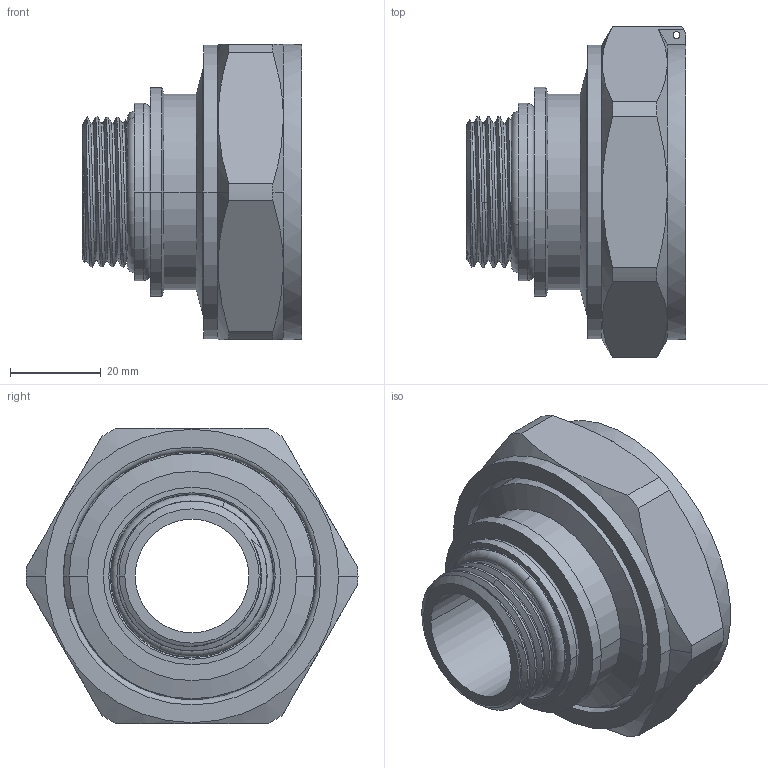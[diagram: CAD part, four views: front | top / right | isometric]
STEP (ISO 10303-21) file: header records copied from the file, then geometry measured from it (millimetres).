
FILE_DESCRIPTION((''),'2;1');
FILE_NAME('F16193206_ASM','2023-12-08T08:34:25',('Administrator'),(''),'CREO PARAMETRIC BY PTC INC, 2023072','CREO PARAMETRIC BY PTC INC, 2023072','');
FILE_SCHEMA(('CONFIG_CONTROL_DESIGN'));
Length unit declared in the file: millimetre
Products named in the file (7): FJ1601193206W; VT10005906R; O-RING34_2X3_1; FJ1615193209W; VT13013309; VT19000609; F16193206_ASM
Assembly tree (6 placements, depth 2):
  F16193206_ASM
    FJ1601193206W
    VT10005906R
    O-RING34_2X3_1
    FJ1615193209W
    VT13013309
    VT19000609
Bounding box: 48.2 x 73 x 65 mm (x, y, z)
Volume: 45996.8 mm3; surface area: 31167.8 mm2
Topology: 6 solids, 6 shells, 144 faces, 340 edges, 208 vertices
Faces by surface type: cylinder 60, cone 35, plane 24, bspline 15, torus 10
Entity records: 8774 total; most frequent: CARTESIAN_POINT 5431, ORIENTED_EDGE 680, DIRECTION 651, EDGE_CURVE 340, AXIS2_PLACEMENT_3D 273, VERTEX_POINT 208, EDGE_LOOP 156, FACE_OUTER_BOUND 144
